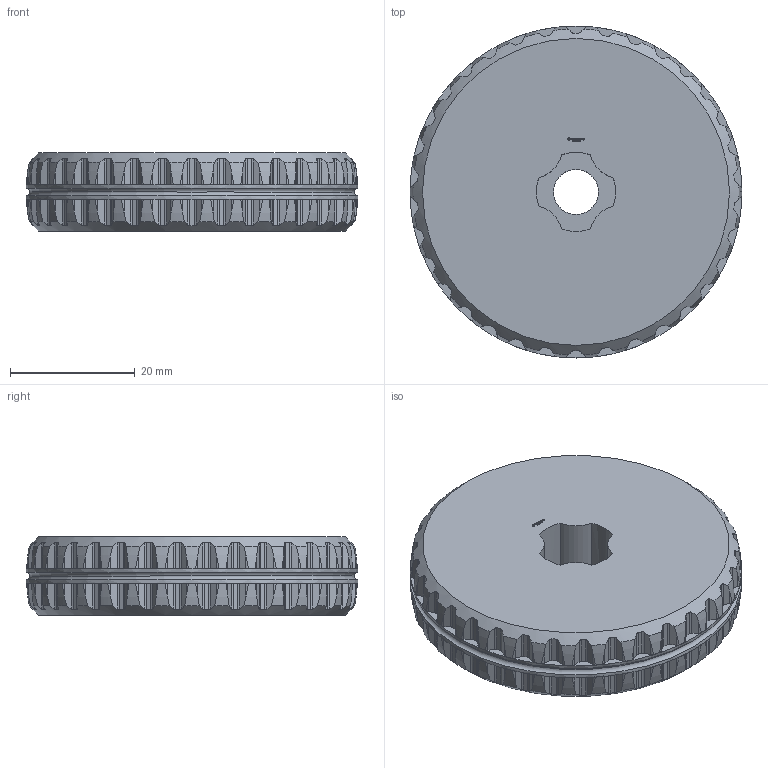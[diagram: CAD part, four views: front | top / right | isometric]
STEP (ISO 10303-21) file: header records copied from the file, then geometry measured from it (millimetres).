
FILE_DESCRIPTION(('FreeCAD Model'),'2;1');
FILE_NAME('Open CASCADE Shape Model','2024-12-31T23:48:19',(''),(''), 'Open CASCADE STEP processor 7.8','FreeCAD','Unknown');
FILE_SCHEMA(('AUTOMOTIVE_DESIGN { 1 0 10303 214 1 1 1 1 }'));
Length unit declared in the file: millimetre
Products named in the file (1): Wheel GND TTRD PLN BU04.25x01.00 - SPN-WHL-0010 (stemfie.org)
Bounding box: 53.12 x 53.12 x 12.5 mm (x, y, z)
Volume: 24969.1 mm3; surface area: 7145.1 mm2
Topology: 1 solids, 1 shells, 1026 faces, 2927 edges, 1947 vertices
Faces by surface type: plane 527, cylinder 288, extrusion 122, revolution 70, cone 17, torus 2
Full cylindrical faces by diameter (mm): 2 x4, 7.2 x2, 53.125 x2
Entity records: 40696 total; most frequent: CARTESIAN_POINT 14543, ORIENTED_EDGE 5854, DIRECTION 4801, EDGE_CURVE 2927, VERTEX_POINT 1947, VECTOR 1719, LINE 1597, AXIS2_PLACEMENT_3D 1506
